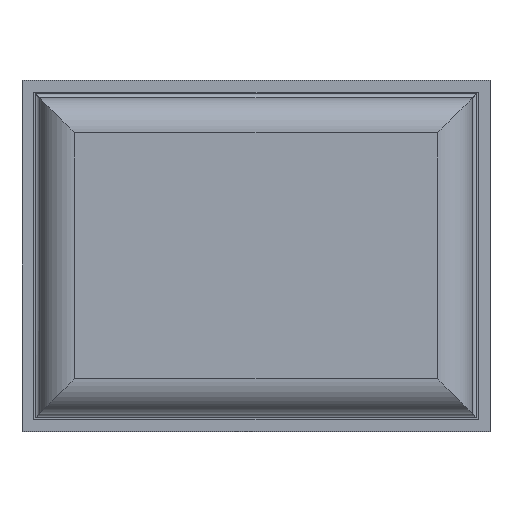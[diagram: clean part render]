
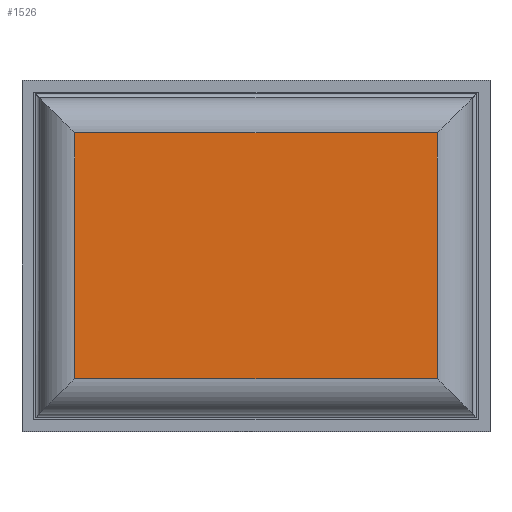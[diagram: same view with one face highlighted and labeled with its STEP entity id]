
A CAD part, top view. The second image highlights one B-rep face of the part: STEP entity #1526.
In plain terms, the highlighted planar face has unit normal (0, 0, 1).
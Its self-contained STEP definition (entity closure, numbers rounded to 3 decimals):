
#706 = CYLINDRICAL_SURFACE('',#707,0.3);
#707 = AXIS2_PLACEMENT_3D('',#708,#709,#710);
#708 = CARTESIAN_POINT('',(-1.85,1.05,0.65));
#709 = DIRECTION('',(1.,0.,0.));
#710 = DIRECTION('',(0.,1.,0.));
#819 = CYLINDRICAL_SURFACE('',#820,0.3);
#820 = AXIS2_PLACEMENT_3D('',#821,#822,#823);
#821 = CARTESIAN_POINT('',(-1.55,-1.35,0.65));
#822 = DIRECTION('',(0.,1.,0.));
#823 = DIRECTION('',(-1.,0.,0.));
#969 = VERTEX_POINT('',#970);
#970 = CARTESIAN_POINT('',(-1.55,1.05,0.95));
#1004 = EDGE_CURVE('',#969,#1005,#1007,.T.);
#1005 = VERTEX_POINT('',#1006);
#1006 = CARTESIAN_POINT('',(1.55,1.05,0.95));
#1007 = SURFACE_CURVE('',#1008,(#1012,#1019),.PCURVE_S1.);
#1008 = LINE('',#1009,#1010);
#1009 = CARTESIAN_POINT('',(-1.85,1.05,0.95));
#1010 = VECTOR('',#1011,1.);
#1011 = DIRECTION('',(1.,0.,0.));
#1012 = PCURVE('',#706,#1013);
#1013 = DEFINITIONAL_REPRESENTATION('',(#1014),#1018);
#1014 = LINE('',#1015,#1016);
#1015 = CARTESIAN_POINT('',(1.571,0.));
#1016 = VECTOR('',#1017,1.);
#1017 = DIRECTION('',(0.,1.));
#1018 = ( GEOMETRIC_REPRESENTATION_CONTEXT(2) 
PARAMETRIC_REPRESENTATION_CONTEXT() REPRESENTATION_CONTEXT('2D SPACE',''
  ) );
#1019 = PCURVE('',#1020,#1025);
#1020 = PLANE('',#1021);
#1021 = AXIS2_PLACEMENT_3D('',#1022,#1023,#1024);
#1022 = CARTESIAN_POINT('',(0.,0.,0.95));
#1023 = DIRECTION('',(0.,-0.,-1.));
#1024 = DIRECTION('',(-1.,0.,0.));
#1025 = DEFINITIONAL_REPRESENTATION('',(#1026),#1030);
#1026 = LINE('',#1027,#1028);
#1027 = CARTESIAN_POINT('',(1.85,1.05));
#1028 = VECTOR('',#1029,1.);
#1029 = DIRECTION('',(-1.,0.));
#1030 = ( GEOMETRIC_REPRESENTATION_CONTEXT(2) 
PARAMETRIC_REPRESENTATION_CONTEXT() REPRESENTATION_CONTEXT('2D SPACE',''
  ) );
#1053 = CYLINDRICAL_SURFACE('',#1054,0.3);
#1054 = AXIS2_PLACEMENT_3D('',#1055,#1056,#1057);
#1055 = CARTESIAN_POINT('',(1.55,1.35,0.65));
#1056 = DIRECTION('',(0.,-1.,0.));
#1057 = DIRECTION('',(1.,0.,0.));
#1161 = CYLINDRICAL_SURFACE('',#1162,0.3);
#1162 = AXIS2_PLACEMENT_3D('',#1163,#1164,#1165);
#1163 = CARTESIAN_POINT('',(1.85,-1.05,0.65));
#1164 = DIRECTION('',(-1.,0.,0.));
#1165 = DIRECTION('',(0.,-1.,0.));
#1266 = VERTEX_POINT('',#1267);
#1267 = CARTESIAN_POINT('',(-1.55,-1.05,0.95));
#1301 = EDGE_CURVE('',#1266,#969,#1302,.T.);
#1302 = SURFACE_CURVE('',#1303,(#1307,#1314),.PCURVE_S1.);
#1303 = LINE('',#1304,#1305);
#1304 = CARTESIAN_POINT('',(-1.55,-1.35,0.95));
#1305 = VECTOR('',#1306,1.);
#1306 = DIRECTION('',(0.,1.,0.));
#1307 = PCURVE('',#819,#1308);
#1308 = DEFINITIONAL_REPRESENTATION('',(#1309),#1313);
#1309 = LINE('',#1310,#1311);
#1310 = CARTESIAN_POINT('',(1.571,0.));
#1311 = VECTOR('',#1312,1.);
#1312 = DIRECTION('',(0.,1.));
#1313 = ( GEOMETRIC_REPRESENTATION_CONTEXT(2) 
PARAMETRIC_REPRESENTATION_CONTEXT() REPRESENTATION_CONTEXT('2D SPACE',''
  ) );
#1314 = PCURVE('',#1020,#1315);
#1315 = DEFINITIONAL_REPRESENTATION('',(#1316),#1320);
#1316 = LINE('',#1317,#1318);
#1317 = CARTESIAN_POINT('',(1.55,-1.35));
#1318 = VECTOR('',#1319,1.);
#1319 = DIRECTION('',(0.,1.));
#1320 = ( GEOMETRIC_REPRESENTATION_CONTEXT(2) 
PARAMETRIC_REPRESENTATION_CONTEXT() REPRESENTATION_CONTEXT('2D SPACE',''
  ) );
#1526 = ADVANCED_FACE('',(#1527),#1020,.F.);
#1527 = FACE_BOUND('',#1528,.F.);
#1528 = EDGE_LOOP('',(#1529,#1530,#1531,#1554));
#1529 = ORIENTED_EDGE('',*,*,#1301,.T.);
#1530 = ORIENTED_EDGE('',*,*,#1004,.T.);
#1531 = ORIENTED_EDGE('',*,*,#1532,.T.);
#1532 = EDGE_CURVE('',#1005,#1533,#1535,.T.);
#1533 = VERTEX_POINT('',#1534);
#1534 = CARTESIAN_POINT('',(1.55,-1.05,0.95));
#1535 = SURFACE_CURVE('',#1536,(#1540,#1547),.PCURVE_S1.);
#1536 = LINE('',#1537,#1538);
#1537 = CARTESIAN_POINT('',(1.55,1.35,0.95));
#1538 = VECTOR('',#1539,1.);
#1539 = DIRECTION('',(0.,-1.,0.));
#1540 = PCURVE('',#1020,#1541);
#1541 = DEFINITIONAL_REPRESENTATION('',(#1542),#1546);
#1542 = LINE('',#1543,#1544);
#1543 = CARTESIAN_POINT('',(-1.55,1.35));
#1544 = VECTOR('',#1545,1.);
#1545 = DIRECTION('',(0.,-1.));
#1546 = ( GEOMETRIC_REPRESENTATION_CONTEXT(2) 
PARAMETRIC_REPRESENTATION_CONTEXT() REPRESENTATION_CONTEXT('2D SPACE',''
  ) );
#1547 = PCURVE('',#1053,#1548);
#1548 = DEFINITIONAL_REPRESENTATION('',(#1549),#1553);
#1549 = LINE('',#1550,#1551);
#1550 = CARTESIAN_POINT('',(1.571,0.));
#1551 = VECTOR('',#1552,1.);
#1552 = DIRECTION('',(0.,1.));
#1553 = ( GEOMETRIC_REPRESENTATION_CONTEXT(2) 
PARAMETRIC_REPRESENTATION_CONTEXT() REPRESENTATION_CONTEXT('2D SPACE',''
  ) );
#1554 = ORIENTED_EDGE('',*,*,#1555,.T.);
#1555 = EDGE_CURVE('',#1533,#1266,#1556,.T.);
#1556 = SURFACE_CURVE('',#1557,(#1561,#1568),.PCURVE_S1.);
#1557 = LINE('',#1558,#1559);
#1558 = CARTESIAN_POINT('',(1.85,-1.05,0.95));
#1559 = VECTOR('',#1560,1.);
#1560 = DIRECTION('',(-1.,0.,0.));
#1561 = PCURVE('',#1020,#1562);
#1562 = DEFINITIONAL_REPRESENTATION('',(#1563),#1567);
#1563 = LINE('',#1564,#1565);
#1564 = CARTESIAN_POINT('',(-1.85,-1.05));
#1565 = VECTOR('',#1566,1.);
#1566 = DIRECTION('',(1.,0.));
#1567 = ( GEOMETRIC_REPRESENTATION_CONTEXT(2) 
PARAMETRIC_REPRESENTATION_CONTEXT() REPRESENTATION_CONTEXT('2D SPACE',''
  ) );
#1568 = PCURVE('',#1161,#1569);
#1569 = DEFINITIONAL_REPRESENTATION('',(#1570),#1574);
#1570 = LINE('',#1571,#1572);
#1571 = CARTESIAN_POINT('',(1.571,0.));
#1572 = VECTOR('',#1573,1.);
#1573 = DIRECTION('',(0.,1.));
#1574 = ( GEOMETRIC_REPRESENTATION_CONTEXT(2) 
PARAMETRIC_REPRESENTATION_CONTEXT() REPRESENTATION_CONTEXT('2D SPACE',''
  ) );
